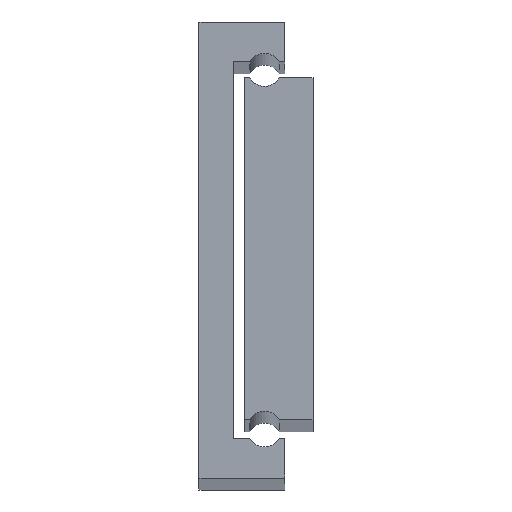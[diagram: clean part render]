
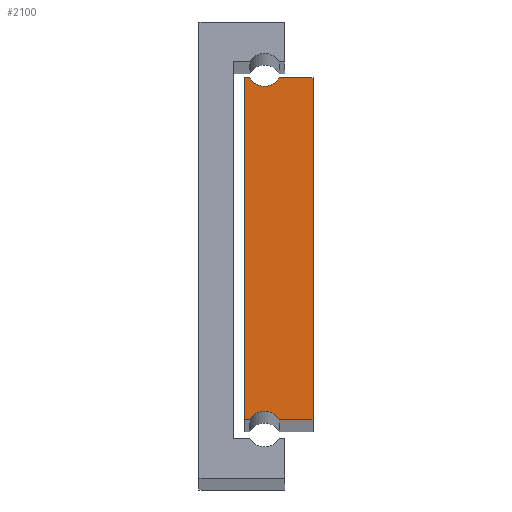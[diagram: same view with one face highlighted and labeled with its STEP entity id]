
A CAD part, top view. The second image highlights one B-rep face of the part: STEP entity #2100.
In plain terms, the highlighted planar face has unit normal (0, 0, 1).
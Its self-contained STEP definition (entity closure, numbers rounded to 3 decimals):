
#52 = EDGE_CURVE ( 'NONE', #402, #1719, #2552, .T. ) ;
#77 = DIRECTION ( 'NONE',  ( 1., 0., 0. ) ) ;
#123 = DIRECTION ( 'NONE',  ( 0., -1., 0. ) ) ;
#176 = VECTOR ( 'NONE', #123, 1000. ) ;
#181 = EDGE_CURVE ( 'NONE', #1553, #1784, #2097, .T. ) ;
#226 = ORIENTED_EDGE ( 'NONE', *, *, #52, .T. ) ;
#265 = AXIS2_PLACEMENT_3D ( 'NONE', #2502, #590, #2274 ) ;
#271 = CIRCLE ( 'NONE', #572, 3. ) ;
#314 = PLANE ( 'NONE',  #2725 ) ;
#402 = VERTEX_POINT ( 'NONE', #2846 ) ;
#481 = EDGE_CURVE ( 'NONE', #2939, #402, #2283, .T. ) ;
#533 = LINE ( 'NONE', #1971, #1818 ) ;
#557 = CARTESIAN_POINT ( 'NONE',  ( -3.169, 78.924, 600. ) ) ;
#572 = AXIS2_PLACEMENT_3D ( 'NONE', #1830, #684, #1602 ) ;
#590 = DIRECTION ( 'NONE',  ( 0., 0., -1. ) ) ;
#617 = LINE ( 'NONE', #640, #1616 ) ;
#637 = EDGE_CURVE ( 'NONE', #2667, #2939, #533, .T. ) ;
#640 = CARTESIAN_POINT ( 'NONE',  ( -3.169, 78.924, 600. ) ) ;
#684 = DIRECTION ( 'NONE',  ( 0., 0., -1. ) ) ;
#751 = VERTEX_POINT ( 'NONE', #2541 ) ;
#787 = ORIENTED_EDGE ( 'NONE', *, *, #3126, .T. ) ;
#863 = CARTESIAN_POINT ( 'NONE',  ( 2.027, 18.924, 600. ) ) ;
#912 = CARTESIAN_POINT ( 'NONE',  ( -4.071, 78.924, 600. ) ) ;
#998 = CARTESIAN_POINT ( 'NONE',  ( -0.571, 17.424, 600. ) ) ;
#1033 = DIRECTION ( 'NONE',  ( -1., 0., 0. ) ) ;
#1085 = DIRECTION ( 'NONE',  ( -1., 0., 0. ) ) ;
#1111 = ORIENTED_EDGE ( 'NONE', *, *, #3078, .T. ) ;
#1121 = CARTESIAN_POINT ( 'NONE',  ( 7.929, 78.924, 600. ) ) ;
#1125 = ORIENTED_EDGE ( 'NONE', *, *, #2054, .T. ) ;
#1161 = CARTESIAN_POINT ( 'NONE',  ( 7.929, 78.924, 600. ) ) ;
#1247 = EDGE_CURVE ( 'NONE', #2430, #751, #617, .T. ) ;
#1249 = CARTESIAN_POINT ( 'NONE',  ( -4.071, 18.924, 600. ) ) ;
#1376 = ORIENTED_EDGE ( 'NONE', *, *, #1247, .T. ) ;
#1393 = DIRECTION ( 'NONE',  ( 0., 1., 0. ) ) ;
#1503 = DIRECTION ( 'NONE',  ( 0., 0., -1. ) ) ;
#1553 = VERTEX_POINT ( 'NONE', #1161 ) ;
#1598 = CARTESIAN_POINT ( 'NONE',  ( 2.027, 78.924, 600. ) ) ;
#1602 = DIRECTION ( 'NONE',  ( 1., 0., 0. ) ) ;
#1616 = VECTOR ( 'NONE', #1857, 1000. ) ;
#1618 = VECTOR ( 'NONE', #1085, 1000. ) ;
#1627 = CARTESIAN_POINT ( 'NONE',  ( 7.929, 18.924, 600. ) ) ;
#1664 = VECTOR ( 'NONE', #2777, 1000. ) ;
#1677 = ORIENTED_EDGE ( 'NONE', *, *, #481, .T. ) ;
#1719 = VERTEX_POINT ( 'NONE', #2791 ) ;
#1784 = VERTEX_POINT ( 'NONE', #1598 ) ;
#1818 = VECTOR ( 'NONE', #77, 1000. ) ;
#1830 = CARTESIAN_POINT ( 'NONE',  ( -0.571, 80.424, 600. ) ) ;
#1857 = DIRECTION ( 'NONE',  ( -1., 0., 0. ) ) ;
#1953 = FACE_OUTER_BOUND ( 'NONE', #2741, .T. ) ;
#1971 = CARTESIAN_POINT ( 'NONE',  ( -4.071, 18.924, 600. ) ) ;
#2054 = EDGE_CURVE ( 'NONE', #1719, #1553, #3104, .T. ) ;
#2097 = LINE ( 'NONE', #1121, #1618 ) ;
#2100 = ADVANCED_FACE ( 'NONE', ( #1953 ), #314, .F. ) ;
#2274 = DIRECTION ( 'NONE',  ( -1., 0., 0. ) ) ;
#2283 = CIRCLE ( 'NONE', #265, 3. ) ;
#2430 = VERTEX_POINT ( 'NONE', #557 ) ;
#2442 = ORIENTED_EDGE ( 'NONE', *, *, #181, .T. ) ;
#2470 = VECTOR ( 'NONE', #1393, 1000. ) ;
#2502 = CARTESIAN_POINT ( 'NONE',  ( -0.571, 17.424, 600. ) ) ;
#2541 = CARTESIAN_POINT ( 'NONE',  ( -4.071, 78.924, 600. ) ) ;
#2552 = LINE ( 'NONE', #863, #1664 ) ;
#2667 = VERTEX_POINT ( 'NONE', #1249 ) ;
#2696 = ORIENTED_EDGE ( 'NONE', *, *, #637, .T. ) ;
#2704 = CARTESIAN_POINT ( 'NONE',  ( -3.169, 18.924, 600. ) ) ;
#2725 = AXIS2_PLACEMENT_3D ( 'NONE', #998, #1503, #1033 ) ;
#2741 = EDGE_LOOP ( 'NONE', ( #787, #2696, #1677, #226, #1125, #2442, #1111, #1376 ) ) ;
#2775 = LINE ( 'NONE', #912, #176 ) ;
#2777 = DIRECTION ( 'NONE',  ( 1., 0., 0. ) ) ;
#2791 = CARTESIAN_POINT ( 'NONE',  ( 7.929, 18.924, 600. ) ) ;
#2846 = CARTESIAN_POINT ( 'NONE',  ( 2.027, 18.924, 600. ) ) ;
#2939 = VERTEX_POINT ( 'NONE', #2704 ) ;
#3078 = EDGE_CURVE ( 'NONE', #1784, #2430, #271, .T. ) ;
#3104 = LINE ( 'NONE', #1627, #2470 ) ;
#3126 = EDGE_CURVE ( 'NONE', #751, #2667, #2775, .T. ) ;
